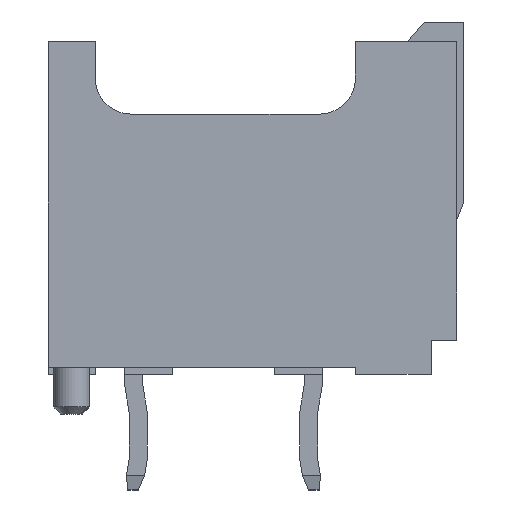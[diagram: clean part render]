
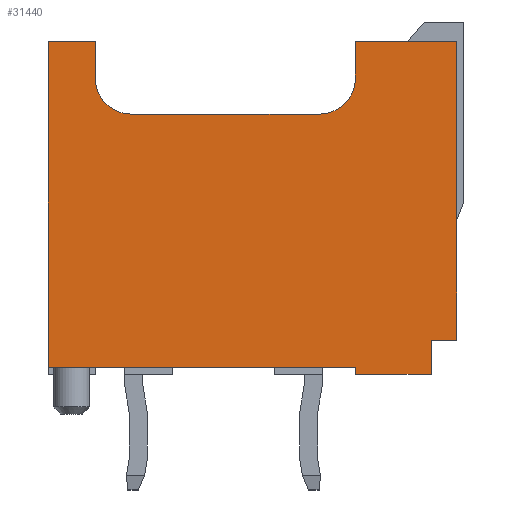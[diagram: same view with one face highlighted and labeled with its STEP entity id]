
A CAD part, left-side view. The second image highlights one B-rep face of the part: STEP entity #31440.
In plain terms, the highlighted face is planar.
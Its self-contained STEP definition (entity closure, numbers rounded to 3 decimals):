
#31=CIRCLE('',#32714,1.);
#32=CIRCLE('',#32715,1.);
#1232=ORIENTED_EDGE('',*,*,#7250,.T.);
#1233=ORIENTED_EDGE('',*,*,#7251,.T.);
#1234=ORIENTED_EDGE('',*,*,#7220,.T.);
#1235=ORIENTED_EDGE('',*,*,#7216,.F.);
#1236=ORIENTED_EDGE('',*,*,#7252,.F.);
#1237=ORIENTED_EDGE('',*,*,#7253,.F.);
#1238=ORIENTED_EDGE('',*,*,#7254,.F.);
#1239=ORIENTED_EDGE('',*,*,#7178,.F.);
#1240=ORIENTED_EDGE('',*,*,#7255,.F.);
#1241=ORIENTED_EDGE('',*,*,#7256,.F.);
#1242=ORIENTED_EDGE('',*,*,#7257,.F.);
#1243=ORIENTED_EDGE('',*,*,#7258,.F.);
#1244=ORIENTED_EDGE('',*,*,#7259,.F.);
#1245=ORIENTED_EDGE('',*,*,#7260,.F.);
#7178=EDGE_CURVE('',#10209,#10202,#12518,.T.);
#7216=EDGE_CURVE('',#10235,#10232,#12552,.T.);
#7220=EDGE_CURVE('',#10237,#10232,#12556,.T.);
#7250=EDGE_CURVE('',#10255,#10256,#12586,.T.);
#7251=EDGE_CURVE('',#10256,#10237,#12587,.T.);
#7252=EDGE_CURVE('',#10257,#10235,#12588,.T.);
#7253=EDGE_CURVE('',#10258,#10257,#12589,.T.);
#7254=EDGE_CURVE('',#10202,#10258,#12590,.T.);
#7255=EDGE_CURVE('',#10259,#10209,#12591,.T.);
#7256=EDGE_CURVE('',#10260,#10259,#31,.T.);
#7257=EDGE_CURVE('',#10261,#10260,#12592,.T.);
#7258=EDGE_CURVE('',#10262,#10261,#32,.T.);
#7259=EDGE_CURVE('',#10263,#10262,#12593,.T.);
#7260=EDGE_CURVE('',#10255,#10263,#12594,.T.);
#10202=VERTEX_POINT('',#40834);
#10209=VERTEX_POINT('',#40848);
#10232=VERTEX_POINT('',#40916);
#10235=VERTEX_POINT('',#40922);
#10237=VERTEX_POINT('',#40930);
#10255=VERTEX_POINT('',#40988);
#10256=VERTEX_POINT('',#40989);
#10257=VERTEX_POINT('',#40992);
#10258=VERTEX_POINT('',#40994);
#10259=VERTEX_POINT('',#40997);
#10260=VERTEX_POINT('',#40999);
#10261=VERTEX_POINT('',#41001);
#10262=VERTEX_POINT('',#41003);
#10263=VERTEX_POINT('',#41005);
#12518=LINE('',#40849,#15745);
#12552=LINE('',#40923,#15779);
#12556=LINE('',#40931,#15783);
#12586=LINE('',#40987,#15813);
#12587=LINE('',#40990,#15814);
#12588=LINE('',#40991,#15815);
#12589=LINE('',#40993,#15816);
#12590=LINE('',#40995,#15817);
#12591=LINE('',#40996,#15818);
#12592=LINE('',#41000,#15819);
#12593=LINE('',#41004,#15820);
#12594=LINE('',#41006,#15821);
#15745=VECTOR('',#34883,1000.);
#15779=VECTOR('',#34945,1000.);
#15783=VECTOR('',#34953,1000.);
#15813=VECTOR('',#35001,1000.);
#15814=VECTOR('',#35002,1000.);
#15815=VECTOR('',#35003,1000.);
#15816=VECTOR('',#35004,1000.);
#15817=VECTOR('',#35005,1000.);
#15818=VECTOR('',#35006,1000.);
#15819=VECTOR('',#35009,1000.);
#15820=VECTOR('',#35012,1000.);
#15821=VECTOR('',#35013,1000.);
#18593=EDGE_LOOP('',(#1232,#1233,#1234,#1235,#1236,#1237,#1238,#1239,#1240,
#1241,#1242,#1243,#1244,#1245));
#19979=FACE_BOUND('',#18593,.T.);
#21361=PLANE('',#32713);
#31440=ADVANCED_FACE('',(#19979),#21361,.T.);
#32713=AXIS2_PLACEMENT_3D('',#40986,#34999,#35000);
#32714=AXIS2_PLACEMENT_3D('',#40998,#35007,#35008);
#32715=AXIS2_PLACEMENT_3D('',#41002,#35010,#35011);
#34883=DIRECTION('',(0.,0.,1.));
#34945=DIRECTION('',(0.,0.,-1.));
#34953=DIRECTION('',(0.,1.,0.));
#34999=DIRECTION('',(1.,0.,0.));
#35000=DIRECTION('',(0.,0.,-1.));
#35001=DIRECTION('',(0.,1.,0.));
#35002=DIRECTION('',(0.,0.,1.));
#35003=DIRECTION('',(0.,1.,0.));
#35004=DIRECTION('',(0.,0.,-1.));
#35005=DIRECTION('',(0.,1.,0.));
#35006=DIRECTION('',(0.,-1.,0.));
#35007=DIRECTION('',(1.,0.,0.));
#35008=DIRECTION('',(0.,-1.,0.));
#35009=DIRECTION('',(0.,0.,1.));
#35010=DIRECTION('',(1.,0.,0.));
#35011=DIRECTION('',(0.,-1.,0.));
#35012=DIRECTION('',(0.,1.,0.));
#35013=DIRECTION('',(0.,0.,1.));
#40834=CARTESIAN_POINT('',(21.7,-4.325,5.55));
#40848=CARTESIAN_POINT('',(21.7,-4.325,2.75));
#40849=CARTESIAN_POINT('',(21.7,-4.325,5.75));
#40916=CARTESIAN_POINT('',(21.7,4.875,2.75));
#40922=CARTESIAN_POINT('',(21.7,4.875,4.85));
#40923=CARTESIAN_POINT('',(21.7,4.875,5.75));
#40930=CARTESIAN_POINT('',(21.7,4.675,2.75));
#40931=CARTESIAN_POINT('',(21.7,4.675,2.75));
#40986=CARTESIAN_POINT('',(21.7,-4.875,5.75));
#40987=CARTESIAN_POINT('',(21.7,-4.875,-5.75));
#40988=CARTESIAN_POINT('',(21.7,-4.325,-5.75));
#40989=CARTESIAN_POINT('',(21.7,4.675,-5.75));
#40990=CARTESIAN_POINT('',(21.7,4.675,-4.45));
#40991=CARTESIAN_POINT('',(21.7,3.925,4.85));
#40992=CARTESIAN_POINT('',(21.7,3.925,4.85));
#40993=CARTESIAN_POINT('',(21.7,3.925,5.55));
#40994=CARTESIAN_POINT('',(21.7,3.925,5.55));
#40995=CARTESIAN_POINT('',(21.7,0.625,5.55));
#40996=CARTESIAN_POINT('',(21.7,-3.325,2.75));
#40997=CARTESIAN_POINT('',(21.7,-3.325,2.75));
#40998=CARTESIAN_POINT('',(21.7,-3.325,1.75));
#40999=CARTESIAN_POINT('',(21.7,-2.325,1.75));
#41000=CARTESIAN_POINT('',(21.7,-2.325,-3.45));
#41001=CARTESIAN_POINT('',(21.7,-2.325,-3.45));
#41002=CARTESIAN_POINT('',(21.7,-3.325,-3.45));
#41003=CARTESIAN_POINT('',(21.7,-3.325,-4.45));
#41004=CARTESIAN_POINT('',(21.7,-4.325,-4.45));
#41005=CARTESIAN_POINT('',(21.7,-4.325,-4.45));
#41006=CARTESIAN_POINT('',(21.7,-4.325,-5.75));
